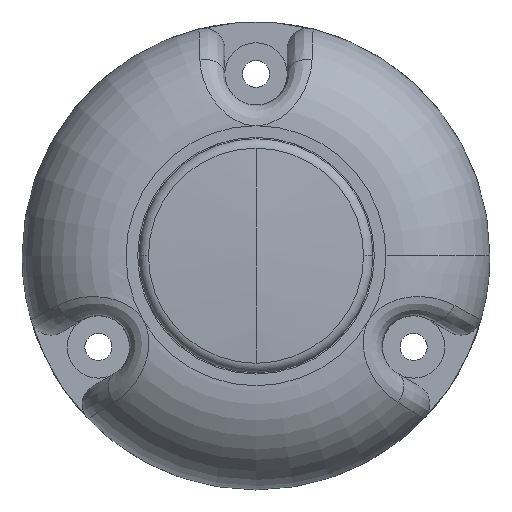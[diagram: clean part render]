
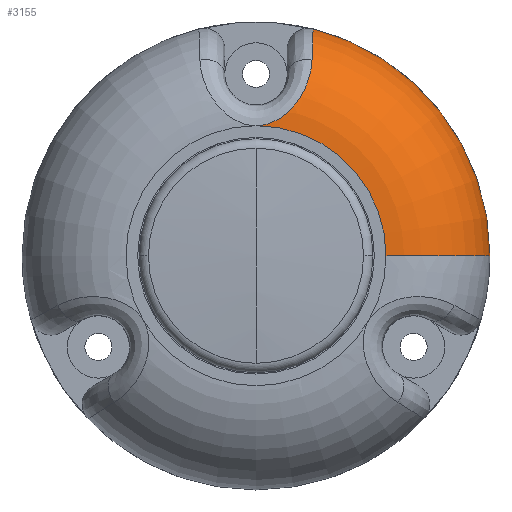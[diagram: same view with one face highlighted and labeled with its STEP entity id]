
A CAD part, top view. The second image highlights one B-rep face of the part: STEP entity #3155.
In plain terms, the highlighted toroidal (fillet/blend) face has major radius 25 mm and minor radius 20 mm.
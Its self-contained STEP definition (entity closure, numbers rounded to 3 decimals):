
#26 = CARTESIAN_POINT ( 'NONE',  ( 0., 25., 30. ) ) ;
#53 = CARTESIAN_POINT ( 'NONE',  ( 10.976, 43.641, 11.313 ) ) ;
#80 = CARTESIAN_POINT ( 'NONE',  ( 0.835, 25.036, 30. ) ) ;
#175 = CARTESIAN_POINT ( 'NONE',  ( 10.937, 42.355, 17.005 ) ) ;
#222 = CIRCLE ( 'NONE', #1491, 20. ) ;
#274 = DIRECTION ( 'NONE',  ( 1., 0., 0. ) ) ;
#446 = CIRCLE ( 'NONE', #3689, 45. ) ;
#625 = CARTESIAN_POINT ( 'NONE',  ( 5.332, 26.96, 29.848 ) ) ;
#676 = CARTESIAN_POINT ( 'NONE',  ( 8.338, 30.215, 28.971 ) ) ;
#729 = DIRECTION ( 'NONE',  ( 0., 0., 1. ) ) ;
#768 = CARTESIAN_POINT ( 'NONE',  ( 45., 0., 10. ) ) ;
#772 = CARTESIAN_POINT ( 'NONE',  ( 10.816, 38.651, 23.089 ) ) ;
#782 = DIRECTION ( 'NONE',  ( 0., 0., 1. ) ) ;
#889 = VERTEX_POINT ( 'NONE', #26 ) ;
#933 = CARTESIAN_POINT ( 'NONE',  ( 10.313, 34.598, 26.64 ) ) ;
#1059 = CARTESIAN_POINT ( 'NONE',  ( 10.8, 38.208, 23.572 ) ) ;
#1109 = ORIENTED_EDGE ( 'NONE', *, *, #2268, .F. ) ;
#1136 = EDGE_CURVE ( 'NONE', #3256, #2065, #3354, .T. ) ;
#1142 = CARTESIAN_POINT ( 'NONE',  ( 0., 0., 10. ) ) ;
#1157 = ORIENTED_EDGE ( 'NONE', *, *, #2348, .T. ) ;
#1186 = CARTESIAN_POINT ( 'NONE',  ( 10.701, 36.534, 25.161 ) ) ;
#1293 = CARTESIAN_POINT ( 'NONE',  ( 10.944, 42.58, 16.386 ) ) ;
#1491 = AXIS2_PLACEMENT_3D ( 'NONE', #2685, #1889, #3686 ) ;
#1538 = CARTESIAN_POINT ( 'NONE',  ( 0., 25., 30. ) ) ;
#1702 = CARTESIAN_POINT ( 'NONE',  ( 10.858, 39.884, 21.557 ) ) ;
#1826 = AXIS2_PLACEMENT_3D ( 'NONE', #1142, #729, #2158 ) ;
#1880 = FACE_OUTER_BOUND ( 'NONE', #3163, .T. ) ;
#1882 = CARTESIAN_POINT ( 'NONE',  ( 10.914, 41.597, 18.805 ) ) ;
#1889 = DIRECTION ( 'NONE',  ( 0., -1., 0. ) ) ;
#1924 = CARTESIAN_POINT ( 'NONE',  ( 10.783, 37.74, 24.033 ) ) ;
#1953 = CARTESIAN_POINT ( 'NONE',  ( 1.649, 25.173, 29.999 ) ) ;
#1957 = CARTESIAN_POINT ( 'NONE',  ( 10.538, 35.58, 25.924 ) ) ;
#1975 = CARTESIAN_POINT ( 'NONE',  ( 0., 0., 30. ) ) ;
#1994 = CARTESIAN_POINT ( 'NONE',  ( 10.761, 37.149, 24.616 ) ) ;
#2011 = CARTESIAN_POINT ( 'NONE',  ( 9.129, 31.556, 28.399 ) ) ;
#2065 = VERTEX_POINT ( 'NONE', #2312 ) ;
#2090 = DIRECTION ( 'NONE',  ( 1., 0., 0. ) ) ;
#2109 = CARTESIAN_POINT ( 'NONE',  ( 10.22, 34.263, 26.867 ) ) ;
#2154 = CARTESIAN_POINT ( 'NONE',  ( 0., 0., 10. ) ) ;
#2158 = DIRECTION ( 'NONE',  ( 1., 0., 0. ) ) ;
#2268 = EDGE_CURVE ( 'NONE', #2569, #3121, #222, .T. ) ;
#2312 = CARTESIAN_POINT ( 'NONE',  ( 10.783, 37.74, 24.033 ) ) ;
#2348 = EDGE_CURVE ( 'NONE', #2065, #889, #3542, .T. ) ;
#2406 = CARTESIAN_POINT ( 'NONE',  ( 7.655, 29.245, 29.32 ) ) ;
#2434 = EDGE_CURVE ( 'NONE', #2569, #3256, #446, .T. ) ;
#2489 = CARTESIAN_POINT ( 'NONE',  ( 10.956, 42.965, 15.138 ) ) ;
#2525 = CARTESIAN_POINT ( 'NONE',  ( 10.96, 43.125, 14.509 ) ) ;
#2566 = CARTESIAN_POINT ( 'NONE',  ( 10.972, 43.51, 12.604 ) ) ;
#2569 = VERTEX_POINT ( 'NONE', #768 ) ;
#2630 = CARTESIAN_POINT ( 'NONE',  ( 0.414, 25., 30. ) ) ;
#2651 = CARTESIAN_POINT ( 'NONE',  ( 3.953, 26.057, 29.956 ) ) ;
#2685 = CARTESIAN_POINT ( 'NONE',  ( 25., 0., 10. ) ) ;
#2790 = CARTESIAN_POINT ( 'NONE',  ( 8.948, 31.219, 28.555 ) ) ;
#2816 = CARTESIAN_POINT ( 'NONE',  ( 10.845, 39.489, 22.082 ) ) ;
#2833 = EDGE_CURVE ( 'NONE', #3121, #889, #3684, .T. ) ;
#2856 = ORIENTED_EDGE ( 'NONE', *, *, #1136, .T. ) ;
#2915 = TOROIDAL_SURFACE ( 'NONE', #1826, 25., 20. ) ;
#2926 = CARTESIAN_POINT ( 'NONE',  ( 2.047, 25.273, 29.998 ) ) ;
#2954 = ORIENTED_EDGE ( 'NONE', *, *, #2434, .T. ) ;
#3053 = CARTESIAN_POINT ( 'NONE',  ( 25., 0., 30. ) ) ;
#3121 = VERTEX_POINT ( 'NONE', #3053 ) ;
#3153 = CARTESIAN_POINT ( 'NONE',  ( 10.783, 37.74, 24.033 ) ) ;
#3155 = ADVANCED_FACE ( 'NONE', ( #1880 ), #2915, .T. ) ;
#3163 = EDGE_LOOP ( 'NONE', ( #1109, #2954, #2856, #1157, #3544 ) ) ;
#3170 = CARTESIAN_POINT ( 'NONE',  ( 6.272, 27.758, 29.702 ) ) ;
#3189 = CARTESIAN_POINT ( 'NONE',  ( 5.966, 27.48, 29.758 ) ) ;
#3238 = CARTESIAN_POINT ( 'NONE',  ( 10.976, 43.641, 10. ) ) ;
#3256 = VERTEX_POINT ( 'NONE', #3723 ) ;
#3262 = CARTESIAN_POINT ( 'NONE',  ( 2.826, 25.531, 29.989 ) ) ;
#3303 = CARTESIAN_POINT ( 'NONE',  ( 3.207, 25.689, 29.982 ) ) ;
#3343 = CARTESIAN_POINT ( 'NONE',  ( 9.627, 32.571, 27.898 ) ) ;
#3354 = B_SPLINE_CURVE_WITH_KNOTS ( 'NONE', 3,
 ( #3238, #53, #2566, #2525, #2489, #1293, #175, #1882, #3693, #1702, #2816, #772, #1059, #3153 ),
 .UNSPECIFIED., .F., .F.,
 ( 4, 2, 2, 2, 2, 2, 4 ),
 ( 0., 0.004, 0.006, 0.008, 0.012, 0.014, 0.016 ),
 .UNSPECIFIED. ) ;
#3381 = DIRECTION ( 'NONE',  ( 0., 0., 1. ) ) ;
#3406 = AXIS2_PLACEMENT_3D ( 'NONE', #1975, #3381, #2090 ) ;
#3480 = CARTESIAN_POINT ( 'NONE',  ( 8.551, 30.546, 28.841 ) ) ;
#3492 = CARTESIAN_POINT ( 'NONE',  ( 9.896, 33.249, 27.515 ) ) ;
#3536 = CARTESIAN_POINT ( 'NONE',  ( 5.002, 26.716, 29.883 ) ) ;
#3542 = B_SPLINE_CURVE_WITH_KNOTS ( 'NONE', 3,
 ( #1924, #1994, #1186, #1957, #3790, #933, #2109, #3492, #3343, #2011, #2790, #3480, #676, #2406, #3830, #3170, #3189, #625, #3536, #3897, #2651, #3303, #3262, #2926, #1953, #80, #2630, #1538 ),
 .UNSPECIFIED., .F., .F.,
 ( 4, 2, 2, 2, 2, 2, 2, 2, 2, 2, 2, 2, 2, 4 ),
 ( 0., 0.002, 0.004, 0.005, 0.007, 0.009, 0.01, 0.012, 0.014, 0.015, 0.016, 0.017, 0.018, 0.02 ),
 .UNSPECIFIED. ) ;
#3544 = ORIENTED_EDGE ( 'NONE', *, *, #2833, .F. ) ;
#3684 = CIRCLE ( 'NONE', #3406, 25. ) ;
#3686 = DIRECTION ( 'NONE',  ( 0., 0., -1. ) ) ;
#3689 = AXIS2_PLACEMENT_3D ( 'NONE', #2154, #782, #274 ) ;
#3693 = CARTESIAN_POINT ( 'NONE',  ( 10.895, 40.978, 19.942 ) ) ;
#3723 = CARTESIAN_POINT ( 'NONE',  ( 10.976, 43.641, 10. ) ) ;
#3790 = CARTESIAN_POINT ( 'NONE',  ( 10.472, 35.256, 26.169 ) ) ;
#3830 = CARTESIAN_POINT ( 'NONE',  ( 7.142, 28.627, 29.5 ) ) ;
#3897 = CARTESIAN_POINT ( 'NONE',  ( 4.313, 26.265, 29.937 ) ) ;
